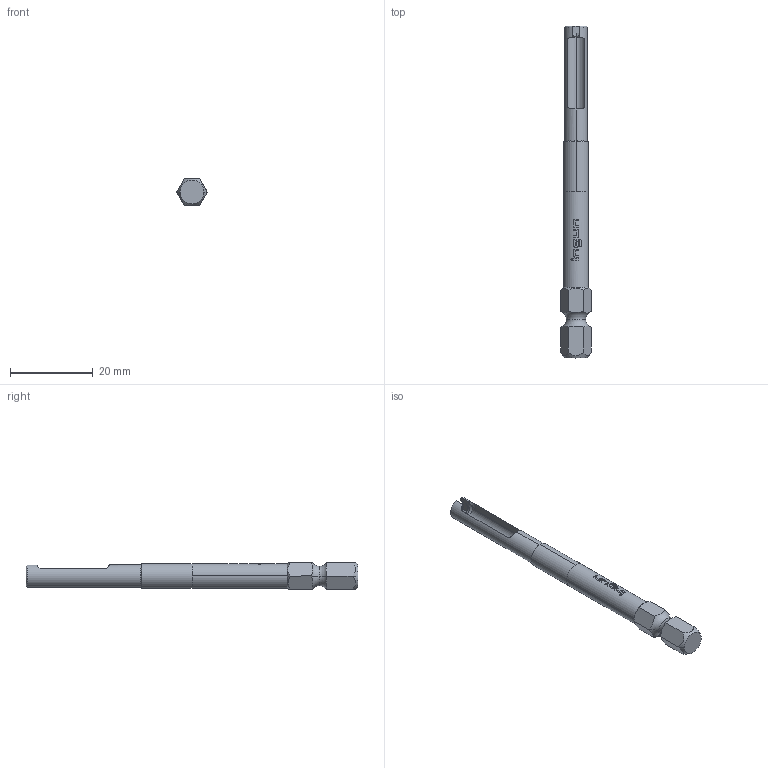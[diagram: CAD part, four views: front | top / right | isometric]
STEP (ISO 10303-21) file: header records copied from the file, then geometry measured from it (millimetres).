
FILE_DESCRIPTION (( 'STEP AP203' ), '1' );
FILE_NAME ('INGUN_BIT-GKS-503_M.STEP', '2021-10-19T09:01:47', ( 'ochi' ), ( '' ), 'SwSTEP 2.0', 'SolidWorks 2018', '' );
FILE_SCHEMA (( 'CONFIG_CONTROL_DESIGN' ));
Length unit declared in the file: millimetre
Products named in the file (1): INGUN_BIT-GKS-503_M
Bounding box: 7.33 x 80 x 6.35 mm (x, y, z)
Volume: 1711.2 mm3; surface area: 1842.9 mm2
Topology: 1 solids, 1 shells, 131 faces, 347 edges, 224 vertices
Faces by surface type: plane 71, cylinder 24, bspline 22, cone 10, torus 4
Entity records: 4675 total; most frequent: CARTESIAN_POINT 1575, ORIENTED_EDGE 694, DIRECTION 536, EDGE_CURVE 347, VERTEX_POINT 224, AXIS2_PLACEMENT_3D 201, EDGE_LOOP 137, VECTOR 134
